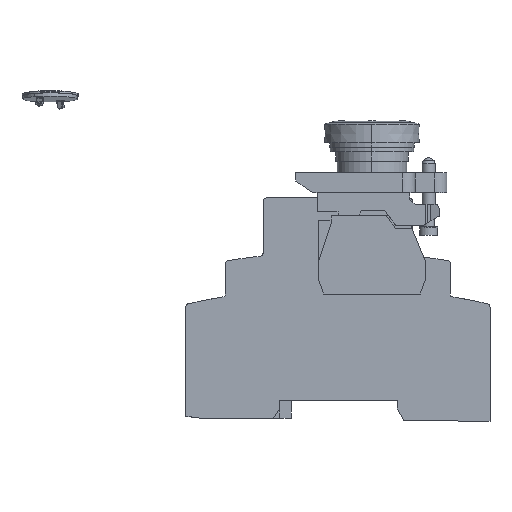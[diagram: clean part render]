
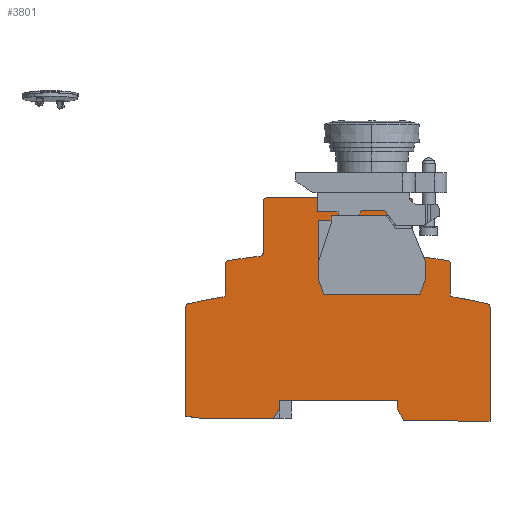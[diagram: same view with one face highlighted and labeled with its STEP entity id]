
A CAD part, left-side view. The second image highlights one B-rep face of the part: STEP entity #3801.
In plain terms, the highlighted planar face has unit normal (-1, 0, 0).
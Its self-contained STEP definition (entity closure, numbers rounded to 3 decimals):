
#259=DIRECTION('',(0.,0.,-1.));
#260=VECTOR('',#259,34.394);
#261=CARTESIAN_POINT('',(-17.93,-45.75,23.934));
#262=LINE('',#261,#260);
#465=DIRECTION('',(0.,1.,0.));
#466=VECTOR('',#465,35.6);
#467=CARTESIAN_POINT('',(-17.93,-17.9,-4.15));
#468=LINE('',#467,#466);
#553=DIRECTION('',(0.,0.,1.));
#554=VECTOR('',#553,32.884);
#555=CARTESIAN_POINT('',(-17.93,45.75,-8.95));
#556=LINE('',#555,#554);
#605=DIRECTION('',(0.,-1.,-0.011));
#606=VECTOR('',#605,25.874);
#607=CARTESIAN_POINT('',(-17.93,-19.877,-10.174));
#608=LINE('',#607,#606);
#609=DIRECTION('',(0.,-0.5,-0.866));
#610=VECTOR('',#609,3.954);
#611=CARTESIAN_POINT('',(-17.93,-17.9,-6.75));
#612=LINE('',#611,#610);
#613=DIRECTION('',(0.,0.,-1.));
#614=VECTOR('',#613,2.6);
#615=CARTESIAN_POINT('',(-17.93,-17.9,-4.15));
#616=LINE('',#615,#614);
#617=DIRECTION('',(0.,0.,1.));
#618=VECTOR('',#617,2.6);
#619=CARTESIAN_POINT('',(-17.93,17.7,-6.75));
#620=LINE('',#619,#618);
#621=DIRECTION('',(0.,-0.5,0.866));
#622=VECTOR('',#621,3.453);
#623=CARTESIAN_POINT('',(-17.93,19.427,-9.741));
#624=LINE('',#623,#622);
#625=DIRECTION('',(0.,-1.,-0.011));
#626=VECTOR('',#625,21.838);
#627=CARTESIAN_POINT('',(-17.93,41.263,-9.5));
#628=LINE('',#627,#626);
#629=DIRECTION('',(0.,-0.993,-0.122));
#630=VECTOR('',#629,4.521);
#631=CARTESIAN_POINT('',(-17.93,45.75,-8.95));
#632=LINE('',#631,#630);
#633=CARTESIAN_POINT('',(-17.93,44.75,23.934));
#634=DIRECTION('',(-1.,0.,0.));
#635=DIRECTION('',(0.,0.223,0.975));
#636=AXIS2_PLACEMENT_3D('',#633,#634,#635);
#638=CARTESIAN_POINT('',(-17.93,0.,-171.729));
#639=DIRECTION('',(-1.,0.,0.));
#640=DIRECTION('',(0.,0.17,0.985));
#641=AXIS2_PLACEMENT_3D('',#638,#639,#640);
#643=CARTESIAN_POINT('',(-17.93,34.35,27.547));
#644=DIRECTION('',(1.,0.,0.));
#645=DIRECTION('',(0.,-1.,0.));
#646=AXIS2_PLACEMENT_3D('',#643,#644,#645);
#648=DIRECTION('',(0.,0.,-1.));
#649=VECTOR('',#648,9.388);
#650=CARTESIAN_POINT('',(-17.93,33.85,36.935));
#651=LINE('',#650,#649);
#652=CARTESIAN_POINT('',(-17.93,32.85,36.935));
#653=DIRECTION('',(-1.,0.,0.));
#654=DIRECTION('',(0.,0.156,0.988));
#655=AXIS2_PLACEMENT_3D('',#652,#653,#654);
#657=CARTESIAN_POINT('',(-17.93,0.,-171.729));
#658=DIRECTION('',(-1.,0.,0.));
#659=DIRECTION('',(0.,0.11,0.994));
#660=AXIS2_PLACEMENT_3D('',#657,#658,#659);
#662=CARTESIAN_POINT('',(-17.93,23.5,40.206));
#663=DIRECTION('',(1.,0.,0.));
#664=DIRECTION('',(0.,-1.,0.));
#665=AXIS2_PLACEMENT_3D('',#662,#663,#664);
#667=DIRECTION('',(0.,0.,-1.));
#668=VECTOR('',#667,15.524);
#669=CARTESIAN_POINT('',(-17.93,22.5,55.73));
#670=LINE('',#669,#668);
#671=CARTESIAN_POINT('',(-17.93,21.5,55.73));
#672=DIRECTION('',(-1.,0.,0.));
#673=DIRECTION('',(0.,0.,1.));
#674=AXIS2_PLACEMENT_3D('',#671,#672,#673);
#676=DIRECTION('',(0.,1.,0.));
#677=VECTOR('',#676,43.);
#678=CARTESIAN_POINT('',(-17.93,-21.5,56.73));
#679=LINE('',#678,#677);
#680=CARTESIAN_POINT('',(-17.93,-21.5,55.73));
#681=DIRECTION('',(-1.,0.,0.));
#682=DIRECTION('',(0.,-1.,0.));
#683=AXIS2_PLACEMENT_3D('',#680,#681,#682);
#685=DIRECTION('',(0.,0.,1.));
#686=VECTOR('',#685,15.524);
#687=CARTESIAN_POINT('',(-17.93,-22.5,40.206));
#688=LINE('',#687,#686);
#689=CARTESIAN_POINT('',(-17.93,-23.5,40.206));
#690=DIRECTION('',(1.,0.,0.));
#691=DIRECTION('',(0.,0.11,-0.994));
#692=AXIS2_PLACEMENT_3D('',#689,#690,#691);
#694=CARTESIAN_POINT('',(-17.93,0.,-171.729));
#695=DIRECTION('',(-1.,0.,0.));
#696=DIRECTION('',(0.,-0.156,0.988));
#697=AXIS2_PLACEMENT_3D('',#694,#695,#696);
#699=CARTESIAN_POINT('',(-17.93,-32.85,36.935));
#700=DIRECTION('',(-1.,0.,0.));
#701=DIRECTION('',(0.,-1.,0.));
#702=AXIS2_PLACEMENT_3D('',#699,#700,#701);
#704=DIRECTION('',(0.,0.,1.));
#705=VECTOR('',#704,9.388);
#706=CARTESIAN_POINT('',(-17.93,-33.85,27.547));
#707=LINE('',#706,#705);
#708=CARTESIAN_POINT('',(-17.93,-34.35,27.547));
#709=DIRECTION('',(1.,0.,0.));
#710=DIRECTION('',(0.,0.17,-0.985));
#711=AXIS2_PLACEMENT_3D('',#708,#709,#710);
#713=CARTESIAN_POINT('',(-17.93,0.,-171.729));
#714=DIRECTION('',(-1.,0.,0.));
#715=DIRECTION('',(0.,-0.223,0.975));
#716=AXIS2_PLACEMENT_3D('',#713,#714,#715);
#718=CARTESIAN_POINT('',(-17.93,-44.75,23.934));
#719=DIRECTION('',(-1.,0.,0.));
#720=DIRECTION('',(0.,-1.,0.));
#721=AXIS2_PLACEMENT_3D('',#718,#719,#720);
#2437=CARTESIAN_POINT('',(-17.93,-19.877,-10.174));
#2438=CARTESIAN_POINT('',(-17.93,-45.75,-10.46));
#2439=VERTEX_POINT('',#2437);
#2440=VERTEX_POINT('',#2438);
#2441=CARTESIAN_POINT('',(-17.93,-45.75,23.934));
#2442=VERTEX_POINT('',#2441);
#2443=CARTESIAN_POINT('',(-17.93,-44.973,24.908));
#2444=VERTEX_POINT('',#2443);
#2445=CARTESIAN_POINT('',(-17.93,-34.265,27.054));
#2446=VERTEX_POINT('',#2445);
#2447=CARTESIAN_POINT('',(-17.93,-33.85,27.547));
#2448=VERTEX_POINT('',#2447);
#2449=CARTESIAN_POINT('',(-17.93,-33.85,36.935));
#2450=VERTEX_POINT('',#2449);
#2451=CARTESIAN_POINT('',(-17.93,-33.006,37.922));
#2452=VERTEX_POINT('',#2451);
#2453=CARTESIAN_POINT('',(-17.93,-23.39,39.212));
#2454=VERTEX_POINT('',#2453);
#2455=CARTESIAN_POINT('',(-17.93,-22.5,40.206));
#2456=VERTEX_POINT('',#2455);
#2457=CARTESIAN_POINT('',(-17.93,-22.5,55.73));
#2458=VERTEX_POINT('',#2457);
#2459=CARTESIAN_POINT('',(-17.93,-21.5,56.73));
#2460=VERTEX_POINT('',#2459);
#2461=CARTESIAN_POINT('',(-17.93,21.5,56.73));
#2462=VERTEX_POINT('',#2461);
#2463=CARTESIAN_POINT('',(-17.93,22.5,55.73));
#2464=VERTEX_POINT('',#2463);
#2465=CARTESIAN_POINT('',(-17.93,22.5,40.206));
#2466=VERTEX_POINT('',#2465);
#2467=CARTESIAN_POINT('',(-17.93,23.39,39.212));
#2468=VERTEX_POINT('',#2467);
#2469=CARTESIAN_POINT('',(-17.93,33.006,37.922));
#2470=VERTEX_POINT('',#2469);
#2471=CARTESIAN_POINT('',(-17.93,33.85,36.935));
#2472=VERTEX_POINT('',#2471);
#2473=CARTESIAN_POINT('',(-17.93,33.85,27.547));
#2474=VERTEX_POINT('',#2473);
#2475=CARTESIAN_POINT('',(-17.93,34.265,27.054));
#2476=VERTEX_POINT('',#2475);
#2477=CARTESIAN_POINT('',(-17.93,44.973,24.908));
#2478=VERTEX_POINT('',#2477);
#2479=CARTESIAN_POINT('',(-17.93,45.75,23.934));
#2480=VERTEX_POINT('',#2479);
#2481=CARTESIAN_POINT('',(-17.93,45.75,-8.95));
#2482=VERTEX_POINT('',#2481);
#2483=CARTESIAN_POINT('',(-17.93,41.263,-9.5));
#2484=VERTEX_POINT('',#2483);
#2485=CARTESIAN_POINT('',(-17.93,19.427,-9.741));
#2486=VERTEX_POINT('',#2485);
#2487=CARTESIAN_POINT('',(-17.93,17.7,-6.75));
#2488=VERTEX_POINT('',#2487);
#2489=CARTESIAN_POINT('',(-17.93,17.7,-4.15));
#2490=VERTEX_POINT('',#2489);
#2491=CARTESIAN_POINT('',(-17.93,-17.9,-4.15));
#2492=VERTEX_POINT('',#2491);
#2493=CARTESIAN_POINT('',(-17.93,-17.9,-6.75));
#2494=VERTEX_POINT('',#2493);
#3759=CARTESIAN_POINT('',(-17.93,0.,0.));
#3760=DIRECTION('',(1.,0.,0.));
#3761=DIRECTION('',(0.,1.,0.));
#3762=AXIS2_PLACEMENT_3D('',#3759,#3760,#3761);
#3763=PLANE('',#3762);
#3765=ORIENTED_EDGE('',*,*,#3764,.F.);
#3767=ORIENTED_EDGE('',*,*,#3766,.F.);
#3768=ORIENTED_EDGE('',*,*,#3555,.F.);
#3769=ORIENTED_EDGE('',*,*,#3608,.T.);
#3771=ORIENTED_EDGE('',*,*,#3770,.F.);
#3773=ORIENTED_EDGE('',*,*,#3772,.F.);
#3775=ORIENTED_EDGE('',*,*,#3774,.F.);
#3777=ORIENTED_EDGE('',*,*,#3776,.F.);
#3778=ORIENTED_EDGE('',*,*,#3714,.T.);
#3779=ORIENTED_EDGE('',*,*,#3752,.F.);
#3780=ORIENTED_EDGE('',*,*,#3050,.F.);
#3781=ORIENTED_EDGE('',*,*,#3082,.F.);
#3782=ORIENTED_EDGE('',*,*,#3097,.F.);
#3783=ORIENTED_EDGE('',*,*,#3112,.F.);
#3784=ORIENTED_EDGE('',*,*,#3127,.F.);
#3785=ORIENTED_EDGE('',*,*,#3142,.F.);
#3786=ORIENTED_EDGE('',*,*,#3157,.F.);
#3787=ORIENTED_EDGE('',*,*,#3172,.F.);
#3788=ORIENTED_EDGE('',*,*,#3187,.F.);
#3789=ORIENTED_EDGE('',*,*,#3238,.F.);
#3790=ORIENTED_EDGE('',*,*,#3253,.F.);
#3791=ORIENTED_EDGE('',*,*,#3268,.F.);
#3792=ORIENTED_EDGE('',*,*,#3283,.F.);
#3793=ORIENTED_EDGE('',*,*,#3298,.F.);
#3794=ORIENTED_EDGE('',*,*,#3313,.F.);
#3795=ORIENTED_EDGE('',*,*,#3328,.F.);
#3796=ORIENTED_EDGE('',*,*,#3343,.F.);
#3797=ORIENTED_EDGE('',*,*,#3418,.F.);
#3798=ORIENTED_EDGE('',*,*,#3436,.T.);
#3799=EDGE_LOOP('',(#3765,#3767,#3768,#3769,#3771,#3773,#3775,#3777,#3778,#3779,
#3780,#3781,#3782,#3783,#3784,#3785,#3786,#3787,#3788,#3789,#3790,#3791,#3792,
#3793,#3794,#3795,#3796,#3797,#3798));
#3800=FACE_OUTER_BOUND('',#3799,.F.);
#637=CIRCLE('',#636,1.);
#642=CIRCLE('',#641,201.714);
#647=CIRCLE('',#646,0.5);
#656=CIRCLE('',#655,1.);
#661=CIRCLE('',#660,212.233);
#666=CIRCLE('',#665,1.);
#675=CIRCLE('',#674,1.);
#684=CIRCLE('',#683,1.);
#693=CIRCLE('',#692,1.);
#698=CIRCLE('',#697,212.233);
#703=CIRCLE('',#702,1.);
#712=CIRCLE('',#711,0.5);
#717=CIRCLE('',#716,201.714);
#722=CIRCLE('',#721,1.);
#3050=EDGE_CURVE('',#2476,#2478,#642,.T.);
#3082=EDGE_CURVE('',#2474,#2476,#647,.T.);
#3097=EDGE_CURVE('',#2472,#2474,#651,.T.);
#3112=EDGE_CURVE('',#2470,#2472,#656,.T.);
#3127=EDGE_CURVE('',#2468,#2470,#661,.T.);
#3142=EDGE_CURVE('',#2466,#2468,#666,.T.);
#3157=EDGE_CURVE('',#2464,#2466,#670,.T.);
#3172=EDGE_CURVE('',#2462,#2464,#675,.T.);
#3187=EDGE_CURVE('',#2460,#2462,#679,.T.);
#3238=EDGE_CURVE('',#2458,#2460,#684,.T.);
#3253=EDGE_CURVE('',#2456,#2458,#688,.T.);
#3268=EDGE_CURVE('',#2454,#2456,#693,.T.);
#3283=EDGE_CURVE('',#2452,#2454,#698,.T.);
#3298=EDGE_CURVE('',#2450,#2452,#703,.T.);
#3313=EDGE_CURVE('',#2448,#2450,#707,.T.);
#3328=EDGE_CURVE('',#2446,#2448,#712,.T.);
#3343=EDGE_CURVE('',#2444,#2446,#717,.T.);
#3418=EDGE_CURVE('',#2442,#2444,#722,.T.);
#3436=EDGE_CURVE('',#2442,#2440,#262,.T.);
#3555=EDGE_CURVE('',#2492,#2494,#616,.T.);
#3608=EDGE_CURVE('',#2492,#2490,#468,.T.);
#3714=EDGE_CURVE('',#2482,#2480,#556,.T.);
#3752=EDGE_CURVE('',#2478,#2480,#637,.T.);
#3764=EDGE_CURVE('',#2439,#2440,#608,.T.);
#3766=EDGE_CURVE('',#2494,#2439,#612,.T.);
#3770=EDGE_CURVE('',#2488,#2490,#620,.T.);
#3772=EDGE_CURVE('',#2486,#2488,#624,.T.);
#3774=EDGE_CURVE('',#2484,#2486,#628,.T.);
#3776=EDGE_CURVE('',#2482,#2484,#632,.T.);
#3801=ADVANCED_FACE('',(#3800),#3763,.F.);
